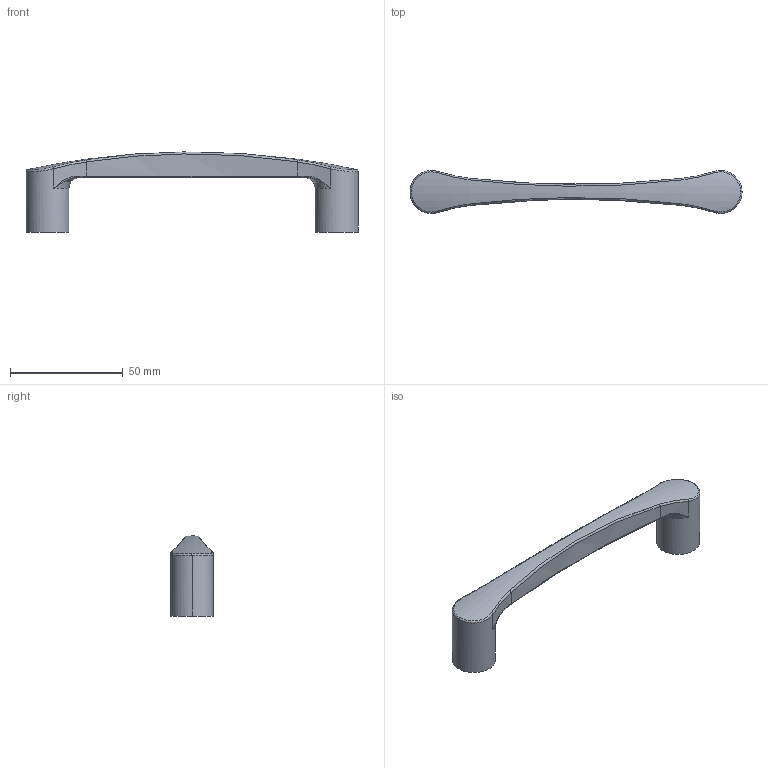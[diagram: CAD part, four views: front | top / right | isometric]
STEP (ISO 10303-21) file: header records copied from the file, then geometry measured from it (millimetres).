
FILE_DESCRIPTION(('Creo Elements/Direct Modeling STEP Export'),'2;1');
FILE_NAME('1013-147.stp','2018-11-27T10:50:24',(''),(''),'Creo Elements/Direct Modeling STEP processor for AP214 (Solid Model)','Creo Elements/Direct Modeling 20.0 12-Nov-2016 (C) Parametric Technology GmbH','');
FILE_SCHEMA(('AUTOMOTIVE_DESIGN { 1 0 10303 214 1 1 1 1 }'));
Length unit declared in the file: millimetre
Products named in the file (1): 1013-147
Bounding box: 147 x 19 x 35.47 mm (x, y, z)
Volume: 26085.7 mm3; surface area: 8619.6 mm2
Topology: 1 solids, 1 shells, 50 faces, 116 edges, 64 vertices
Faces by surface type: cylinder 18, bspline 14, torus 9, plane 5, cone 4
Entity records: 6102 total; most frequent: CARTESIAN_POINT 5131, ORIENTED_EDGE 216, DIRECTION 158, EDGE_CURVE 108, AXIS2_PLACEMENT_3D 67, VERTEX_POINT 64, EDGE_LOOP 54, FACE_OUTER_BOUND 50
